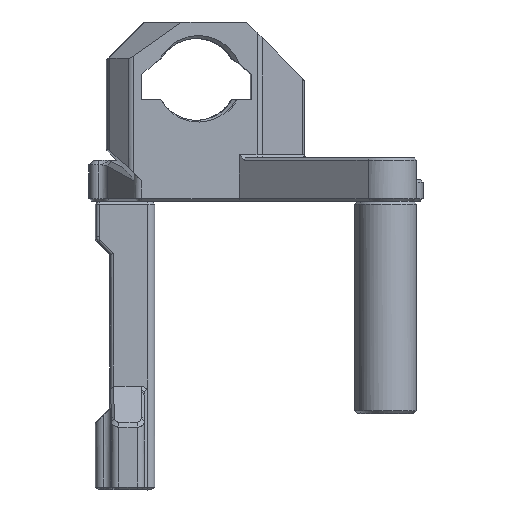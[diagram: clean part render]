
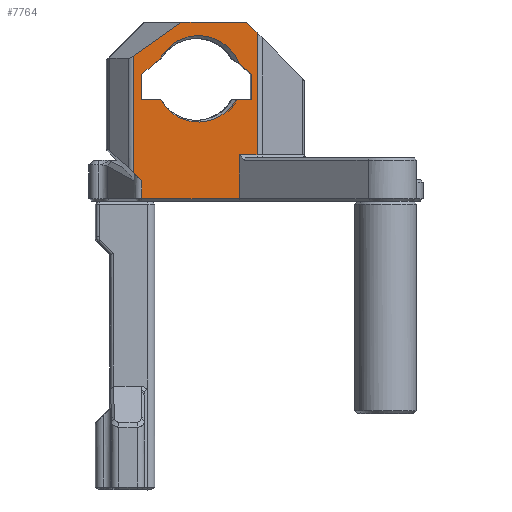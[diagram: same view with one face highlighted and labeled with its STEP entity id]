
A CAD part, front view. The second image highlights one B-rep face of the part: STEP entity #7764.
In plain terms, the highlighted planar face has unit normal (0.018, -1, 0).
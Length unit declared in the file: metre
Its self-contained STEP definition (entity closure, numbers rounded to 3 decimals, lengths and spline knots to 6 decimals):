
#142=CIRCLE('',#8281,0.005601);
#143=CIRCLE('',#8282,0.006199);
#401=PLANE('',#8280);
#795=LINE('',#11773,#1461);
#798=LINE('',#11780,#1464);
#802=LINE('',#11792,#1468);
#813=LINE('',#11833,#1479);
#814=LINE('',#11835,#1480);
#815=LINE('',#11837,#1481);
#816=LINE('',#11839,#1482);
#817=LINE('',#11851,#1483);
#818=LINE('',#11853,#1484);
#819=LINE('',#11855,#1485);
#820=LINE('',#11856,#1486);
#821=LINE('',#11858,#1487);
#822=LINE('',#11860,#1488);
#823=LINE('',#11862,#1489);
#824=LINE('',#11864,#1490);
#825=LINE('',#11866,#1491);
#826=LINE('',#11868,#1492);
#1461=VECTOR('',#9158,1.);
#1464=VECTOR('',#9165,1.);
#1468=VECTOR('',#9175,1.);
#1479=VECTOR('',#9210,1.);
#1480=VECTOR('',#9211,1.);
#1481=VECTOR('',#9212,1.);
#1482=VECTOR('',#9213,1.);
#1483=VECTOR('',#9216,1.);
#1484=VECTOR('',#9217,1.);
#1485=VECTOR('',#9218,1.);
#1486=VECTOR('',#9219,1.);
#1487=VECTOR('',#9220,1.);
#1488=VECTOR('',#9221,1.);
#1489=VECTOR('',#9222,1.);
#1490=VECTOR('',#9223,1.);
#1491=VECTOR('',#9224,1.);
#1492=VECTOR('',#9225,1.);
#2502=ORIENTED_EDGE('',*,*,#4682,.F.);
#2503=ORIENTED_EDGE('',*,*,#4683,.F.);
#2504=ORIENTED_EDGE('',*,*,#4684,.F.);
#2505=ORIENTED_EDGE('',*,*,#4685,.F.);
#2506=ORIENTED_EDGE('',*,*,#4686,.F.);
#2507=ORIENTED_EDGE('',*,*,#4687,.F.);
#2508=ORIENTED_EDGE('',*,*,#4688,.F.);
#2509=ORIENTED_EDGE('',*,*,#4689,.F.);
#2510=ORIENTED_EDGE('',*,*,#4690,.F.);
#2511=ORIENTED_EDGE('',*,*,#4691,.F.);
#2512=ORIENTED_EDGE('',*,*,#4692,.F.);
#2513=ORIENTED_EDGE('',*,*,#4657,.F.);
#2514=ORIENTED_EDGE('',*,*,#4693,.T.);
#2515=ORIENTED_EDGE('',*,*,#4694,.F.);
#2516=ORIENTED_EDGE('',*,*,#4695,.F.);
#2517=ORIENTED_EDGE('',*,*,#4696,.F.);
#2518=ORIENTED_EDGE('',*,*,#4697,.T.);
#2519=ORIENTED_EDGE('',*,*,#4698,.F.);
#2520=ORIENTED_EDGE('',*,*,#4699,.F.);
#2521=ORIENTED_EDGE('',*,*,#4667,.F.);
#2522=ORIENTED_EDGE('',*,*,#4661,.T.);
#4657=EDGE_CURVE('',#5790,#5792,#795,.T.);
#4661=EDGE_CURVE('',#5794,#5792,#798,.T.);
#4667=EDGE_CURVE('',#5794,#5796,#802,.T.);
#4682=EDGE_CURVE('',#5807,#5808,#6366,.T.);
#4683=EDGE_CURVE('',#5809,#5807,#142,.T.);
#4684=EDGE_CURVE('',#5810,#5809,#813,.T.);
#4685=EDGE_CURVE('',#5811,#5810,#814,.T.);
#4686=EDGE_CURVE('',#5812,#5811,#815,.T.);
#4687=EDGE_CURVE('',#5813,#5812,#816,.T.);
#4688=EDGE_CURVE('',#5814,#5813,#6367,.T.);
#4689=EDGE_CURVE('',#5815,#5814,#143,.T.);
#4690=EDGE_CURVE('',#5816,#5815,#817,.T.);
#4691=EDGE_CURVE('',#5817,#5816,#818,.T.);
#4692=EDGE_CURVE('',#5808,#5817,#819,.T.);
#4693=EDGE_CURVE('',#5790,#5818,#820,.T.);
#4694=EDGE_CURVE('',#5819,#5818,#821,.T.);
#4695=EDGE_CURVE('',#5820,#5819,#822,.T.);
#4696=EDGE_CURVE('',#5821,#5820,#823,.T.);
#4697=EDGE_CURVE('',#5821,#5822,#824,.T.);
#4698=EDGE_CURVE('',#5823,#5822,#825,.T.);
#4699=EDGE_CURVE('',#5796,#5823,#826,.T.);
#5790=VERTEX_POINT('',#11771);
#5792=VERTEX_POINT('',#11774);
#5794=VERTEX_POINT('',#11781);
#5796=VERTEX_POINT('',#11786);
#5807=VERTEX_POINT('',#11829);
#5808=VERTEX_POINT('',#11830);
#5809=VERTEX_POINT('',#11832);
#5810=VERTEX_POINT('',#11834);
#5811=VERTEX_POINT('',#11836);
#5812=VERTEX_POINT('',#11838);
#5813=VERTEX_POINT('',#11840);
#5814=VERTEX_POINT('',#11848);
#5815=VERTEX_POINT('',#11850);
#5816=VERTEX_POINT('',#11852);
#5817=VERTEX_POINT('',#11854);
#5818=VERTEX_POINT('',#11857);
#5819=VERTEX_POINT('',#11859);
#5820=VERTEX_POINT('',#11861);
#5821=VERTEX_POINT('',#11863);
#5822=VERTEX_POINT('',#11865);
#5823=VERTEX_POINT('',#11867);
#6366=B_SPLINE_CURVE_WITH_KNOTS('',3,(#11822,#11823,#11824,#11825,#11826,
#11827,#11828),.UNSPECIFIED.,.F.,.F.,(4,1,1,1,4),(0.,0.25,0.5,0.75,1.),
 .UNSPECIFIED.);
#6367=B_SPLINE_CURVE_WITH_KNOTS('',3,(#11841,#11842,#11843,#11844,#11845,
#11846,#11847),.UNSPECIFIED.,.F.,.F.,(4,1,1,1,4),(0.,0.25,0.5,0.75,1.),
 .UNSPECIFIED.);
#6742=EDGE_LOOP('',(#2502,#2503,#2504,#2505,#2506,#2507,#2508,#2509,#2510,
#2511,#2512));
#6743=EDGE_LOOP('',(#2513,#2514,#2515,#2516,#2517,#2518,#2519,#2520,#2521,
#2522));
#7221=FACE_BOUND('',#6742,.T.);
#7222=FACE_BOUND('',#6743,.T.);
#7764=ADVANCED_FACE('',(#7221,#7222),#401,.T.);
#8280=AXIS2_PLACEMENT_3D('',#11821,#9206,#9207);
#8281=AXIS2_PLACEMENT_3D('',#11831,#9208,#9209);
#8282=AXIS2_PLACEMENT_3D('',#11849,#9214,#9215);
#9158=DIRECTION('',(0.816,0.014,0.577));
#9165=DIRECTION('',(-1.,-0.017,0.));
#9175=DIRECTION('',(0.707,0.012,-0.707));
#9206=DIRECTION('',(0.017,-1.,0.));
#9207=DIRECTION('',(0.,0.,-1.));
#9208=DIRECTION('',(0.017,-1.,0.));
#9209=DIRECTION('',(1.,0.017,0.));
#9210=DIRECTION('',(1.,0.017,0.));
#9211=DIRECTION('',(0.,0.,-1.));
#9212=DIRECTION('',(-0.76,-0.013,-0.65));
#9213=DIRECTION('',(-1.,-0.017,0.));
#9214=DIRECTION('',(0.017,-1.,0.));
#9215=DIRECTION('',(1.,0.017,0.));
#9216=DIRECTION('',(-0.76,-0.013,0.65));
#9217=DIRECTION('',(0.,0.,1.));
#9218=DIRECTION('',(1.,0.017,0.));
#9219=DIRECTION('',(0.,0.,-1.));
#9220=DIRECTION('',(-0.708,-0.012,0.706));
#9221=DIRECTION('',(0.,0.,1.));
#9222=DIRECTION('',(-1.,-0.017,0.));
#9223=DIRECTION('',(0.,0.,1.));
#9224=DIRECTION('',(-1.,-0.017,0.));
#9225=DIRECTION('',(0.,0.,-1.));
#11771=CARTESIAN_POINT('',(-0.013221,-0.01142,0.019873));
#11773=CARTESIAN_POINT('',(-0.011052,-0.011382,0.021407));
#11774=CARTESIAN_POINT('',(-0.006636,-0.011305,0.02453));
#11780=CARTESIAN_POINT('',(-0.004794,-0.011273,0.02453));
#11781=CARTESIAN_POINT('',(0.002194,-0.011151,0.02453));
#11786=CARTESIAN_POINT('',(0.003633,-0.011126,0.02309));
#11792=CARTESIAN_POINT('',(0.009642,-0.011021,0.01708));
#11821=CARTESIAN_POINT('',(-0.004794,-0.011273,0.01423));
#11822=CARTESIAN_POINT('',(-0.009196,-0.01135,0.013453));
#11823=CARTESIAN_POINT('',(-0.00865,-0.01134,0.01261));
#11824=CARTESIAN_POINT('',(-0.007113,-0.011313,0.011219));
#11825=CARTESIAN_POINT('',(-0.004049,-0.01126,0.010603));
#11826=CARTESIAN_POINT('',(-0.001108,-0.011209,0.01155));
#11827=CARTESIAN_POINT('',(0.000322,-0.011184,0.013061));
#11828=CARTESIAN_POINT('',(0.000809,-0.011175,0.013935));
#11829=CARTESIAN_POINT('',(-0.009196,-0.01135,0.013453));
#11830=CARTESIAN_POINT('',(0.000809,-0.011175,0.013935));
#11831=CARTESIAN_POINT('',(-0.004622,-0.01127,0.016685));
#11832=CARTESIAN_POINT('',(-0.009501,-0.011355,0.013935));
#11833=CARTESIAN_POINT('',(-0.003529,-0.011251,0.013935));
#11834=CARTESIAN_POINT('',(-0.012121,-0.011401,0.013935));
#11835=CARTESIAN_POINT('',(-0.012121,-0.011401,0.01221));
#11836=CARTESIAN_POINT('',(-0.012121,-0.011401,0.017373));
#11837=CARTESIAN_POINT('',(-0.009711,-0.011359,0.019435));
#11838=CARTESIAN_POINT('',(-0.009712,-0.011359,0.019435));
#11839=CARTESIAN_POINT('',(-0.003529,-0.011251,0.019435));
#11840=CARTESIAN_POINT('',(-0.00964,-0.011358,0.019435));
#11841=CARTESIAN_POINT('',(0.000449,-0.011181,0.020248));
#11842=CARTESIAN_POINT('',(-0.000166,-0.011192,0.021052));
#11843=CARTESIAN_POINT('',(-0.001775,-0.01122,0.022358));
#11844=CARTESIAN_POINT('',(-0.004849,-0.011274,0.022899));
#11845=CARTESIAN_POINT('',(-0.007802,-0.011325,0.021904));
#11846=CARTESIAN_POINT('',(-0.009194,-0.01135,0.020332));
#11847=CARTESIAN_POINT('',(-0.00964,-0.011358,0.019435));
#11848=CARTESIAN_POINT('',(0.000449,-0.011182,0.020248));
#11849=CARTESIAN_POINT('',(-0.004622,-0.01127,0.016685));
#11850=CARTESIAN_POINT('',(0.001201,-0.011168,0.018807));
#11851=CARTESIAN_POINT('',(0.001728,-0.011159,0.018355));
#11852=CARTESIAN_POINT('',(0.002876,-0.011139,0.017373));
#11853=CARTESIAN_POINT('',(0.002876,-0.011139,0.01221));
#11854=CARTESIAN_POINT('',(0.002876,-0.011139,0.013935));
#11855=CARTESIAN_POINT('',(-0.003529,-0.011251,0.013935));
#11856=CARTESIAN_POINT('',(-0.013221,-0.01142,0.014532));
#11857=CARTESIAN_POINT('',(-0.013221,-0.01142,0.003926));
#11858=CARTESIAN_POINT('',(-0.014325,-0.011439,0.005026));
#11859=CARTESIAN_POINT('',(-0.012146,-0.011401,0.002854));
#11860=CARTESIAN_POINT('',(-0.012146,-0.011401,0.002086));
#11861=CARTESIAN_POINT('',(-0.012146,-0.011401,0.0004));
#11862=CARTESIAN_POINT('',(-0.008059,-0.01133,0.0004));
#11863=CARTESIAN_POINT('',(0.001219,-0.011168,0.0004));
#11864=CARTESIAN_POINT('',(0.001219,-0.011168,0.0107));
#11865=CARTESIAN_POINT('',(0.001219,-0.011168,0.0064));
#11866=CARTESIAN_POINT('',(-0.004806,-0.011273,0.0064));
#11867=CARTESIAN_POINT('',(0.003633,-0.011126,0.0064));
#11868=CARTESIAN_POINT('',(0.003633,-0.011126,0.01651));
